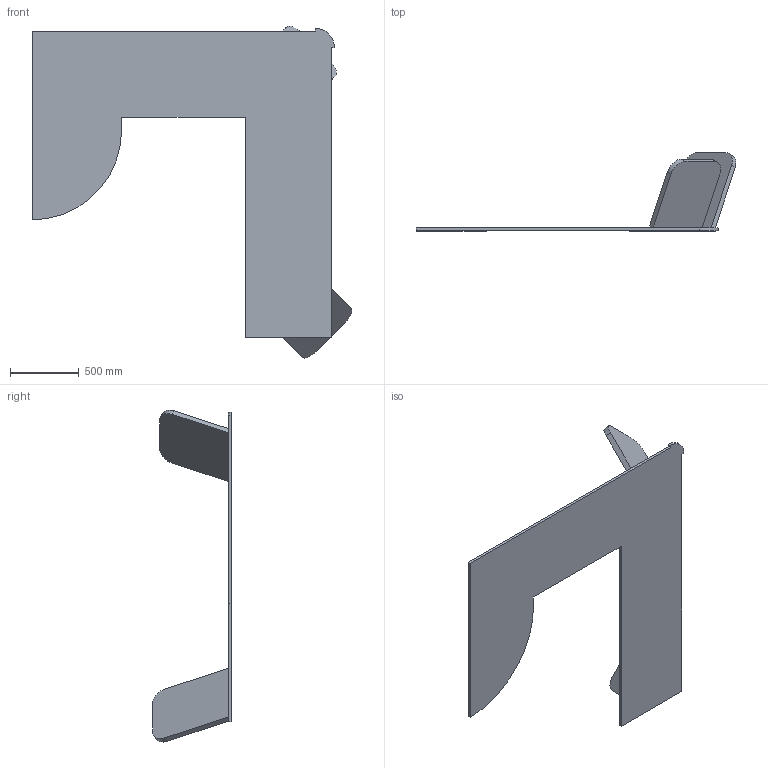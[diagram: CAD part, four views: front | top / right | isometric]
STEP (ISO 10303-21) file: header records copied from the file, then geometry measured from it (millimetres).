
FILE_DESCRIPTION(/* description */ (''),/* implementation_level */ '2;1');
FILE_NAME(/* name */ 'TBF - Plateau.stp',/* time_stamp */ '2025-02-28T13:46:35+01:00',/* author */ ('Benjamin.FOLTZER'),/* organization */ (''),/* preprocessor_version */ 'ST-DEVELOPER v20',/* originating_system */ 'Autodesk Inventor 2024',/* authorisation */ '');
FILE_SCHEMA (('AUTOMOTIVE_DESIGN { 1 0 10303 214 3 1 1 }'));
Length unit declared in the file: millimetre
Products named in the file (1): TBF - Plateau
Bounding box: 2322.7 x 570 x 2410.5 mm (x, y, z)
Volume: 77565392.8 mm3; surface area: 6914720.7 mm2
Topology: 1 solids, 1 shells, 27 faces, 69 edges, 46 vertices
Faces by surface type: plane 21, cylinder 6
Entity records: 908 total; most frequent: CARTESIAN_POINT 143, ORIENTED_EDGE 138, DIRECTION 137, EDGE_CURVE 69, LINE 57, VECTOR 57, VERTEX_POINT 46, AXIS2_PLACEMENT_3D 40
